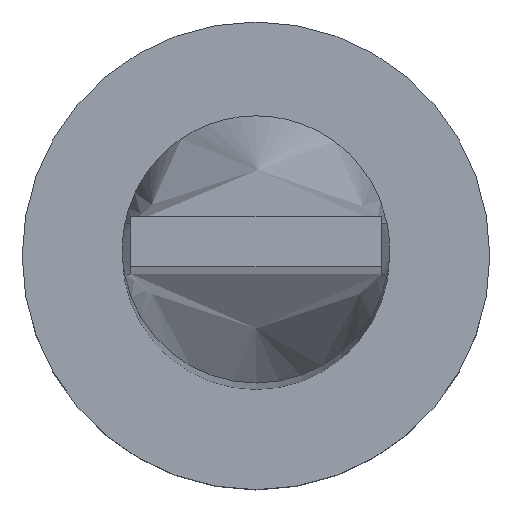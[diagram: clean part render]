
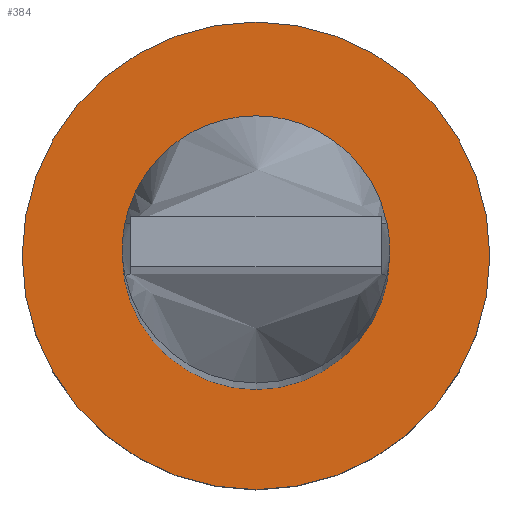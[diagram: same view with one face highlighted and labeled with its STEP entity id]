
A CAD part, top view. The second image highlights one B-rep face of the part: STEP entity #384.
In plain terms, the highlighted planar face has unit normal (0, 0, 1).
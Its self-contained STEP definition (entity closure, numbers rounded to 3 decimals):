
#3 = DIRECTION ( 'NONE',  ( 1., 0., 0. ) ) ;
#5 = AXIS2_PLACEMENT_3D ( 'NONE', #61, #251, #379 ) ;
#20 = VERTEX_POINT ( 'NONE', #504 ) ;
#54 = CARTESIAN_POINT ( 'NONE',  ( 0., 0., 5. ) ) ;
#61 = CARTESIAN_POINT ( 'NONE',  ( 0., 0., 5. ) ) ;
#67 = ORIENTED_EDGE ( 'NONE', *, *, #299, .T. ) ;
#89 = PLANE ( 'NONE',  #216 ) ;
#95 = CARTESIAN_POINT ( 'NONE',  ( 0., 0., 5. ) ) ;
#137 = DIRECTION ( 'NONE',  ( 1., 0., 0. ) ) ;
#152 = DIRECTION ( 'NONE',  ( 1., 0., 0. ) ) ;
#190 = DIRECTION ( 'NONE',  ( 1., 0., 0. ) ) ;
#206 = CARTESIAN_POINT ( 'NONE',  ( 0., 0., 5. ) ) ;
#208 = AXIS2_PLACEMENT_3D ( 'NONE', #54, #392, #3 ) ;
#216 = AXIS2_PLACEMENT_3D ( 'NONE', #95, #230, #137 ) ;
#224 = CIRCLE ( 'NONE', #446, 4. ) ;
#230 = DIRECTION ( 'NONE',  ( 0., 0., 1. ) ) ;
#243 = ORIENTED_EDGE ( 'NONE', *, *, #529, .F. ) ;
#247 = DIRECTION ( 'NONE',  ( 0., 0., 1. ) ) ;
#251 = DIRECTION ( 'NONE',  ( 0., 0., 1. ) ) ;
#270 = DIRECTION ( 'NONE',  ( 0., 0., 1. ) ) ;
#273 = CARTESIAN_POINT ( 'NONE',  ( 0., 0., 5. ) ) ;
#280 = VERTEX_POINT ( 'NONE', #572 ) ;
#299 = EDGE_CURVE ( 'NONE', #280, #20, #498, .T. ) ;
#300 = CARTESIAN_POINT ( 'NONE',  ( -4., 0., 5. ) ) ;
#338 = EDGE_CURVE ( 'NONE', #549, #532, #224, .T. ) ;
#377 = CIRCLE ( 'NONE', #547, 4. ) ;
#379 = DIRECTION ( 'NONE',  ( 1., 0., 0. ) ) ;
#384 = ADVANCED_FACE ( 'NONE', ( #581, #450 ), #89, .T. ) ;
#385 = CIRCLE ( 'NONE', #5, 7. ) ;
#391 = EDGE_LOOP ( 'NONE', ( #407, #243 ) ) ;
#392 = DIRECTION ( 'NONE',  ( 0., 0., 1. ) ) ;
#407 = ORIENTED_EDGE ( 'NONE', *, *, #338, .F. ) ;
#446 = AXIS2_PLACEMENT_3D ( 'NONE', #273, #270, #190 ) ;
#450 = FACE_OUTER_BOUND ( 'NONE', #553, .T. ) ;
#485 = ORIENTED_EDGE ( 'NONE', *, *, #516, .T. ) ;
#498 = CIRCLE ( 'NONE', #208, 7. ) ;
#504 = CARTESIAN_POINT ( 'NONE',  ( 7., 0., 5. ) ) ;
#516 = EDGE_CURVE ( 'NONE', #20, #280, #385, .T. ) ;
#529 = EDGE_CURVE ( 'NONE', #532, #549, #377, .T. ) ;
#532 = VERTEX_POINT ( 'NONE', #548 ) ;
#547 = AXIS2_PLACEMENT_3D ( 'NONE', #206, #247, #152 ) ;
#548 = CARTESIAN_POINT ( 'NONE',  ( 4., 0., 5. ) ) ;
#549 = VERTEX_POINT ( 'NONE', #300 ) ;
#553 = EDGE_LOOP ( 'NONE', ( #67, #485 ) ) ;
#572 = CARTESIAN_POINT ( 'NONE',  ( -7., 0., 5. ) ) ;
#581 = FACE_BOUND ( 'NONE', #391, .T. ) ;
